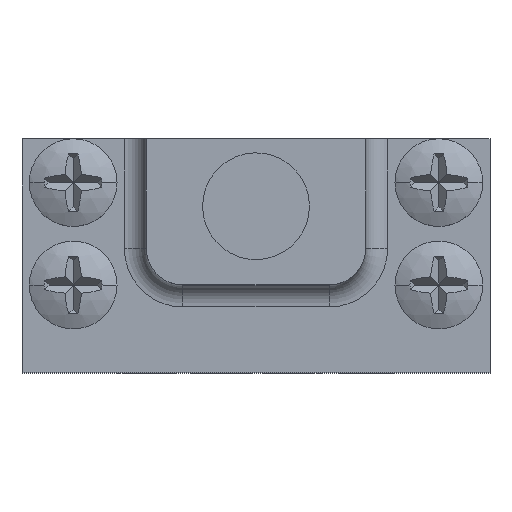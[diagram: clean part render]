
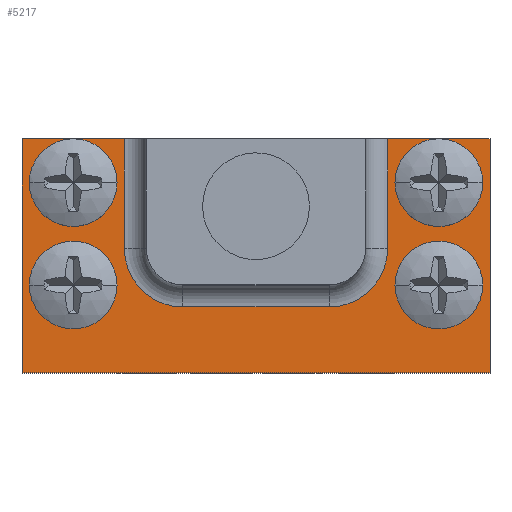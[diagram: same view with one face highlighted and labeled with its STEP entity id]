
A CAD part, top view. The second image highlights one B-rep face of the part: STEP entity #5217.
In plain terms, the highlighted planar face has unit normal (0, 0, 1).
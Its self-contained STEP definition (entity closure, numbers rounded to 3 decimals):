
#115 = LINE ( 'NONE', #3899, #4391 ) ;
#199 = DIRECTION ( 'NONE',  ( 0., 0., -1. ) ) ;
#208 = EDGE_CURVE ( 'NONE', #995, #1999, #4682, .T. ) ;
#255 = ORIENTED_EDGE ( 'NONE', *, *, #3381, .T. ) ;
#322 = CARTESIAN_POINT ( 'NONE',  ( -5., 0.5, 20.5 ) ) ;
#579 = LINE ( 'NONE', #2527, #4706 ) ;
#650 = LINE ( 'NONE', #6085, #5957 ) ;
#720 = CARTESIAN_POINT ( 'NONE',  ( -9., 8., 20.5 ) ) ;
#737 = VERTEX_POINT ( 'NONE', #2975 ) ;
#791 = VERTEX_POINT ( 'NONE', #4058 ) ;
#796 = ORIENTED_EDGE ( 'NONE', *, *, #208, .T. ) ;
#809 = ORIENTED_EDGE ( 'NONE', *, *, #6492, .T. ) ;
#840 = DIRECTION ( 'NONE',  ( 1., 0., 0. ) ) ;
#995 = VERTEX_POINT ( 'NONE', #1121 ) ;
#1003 = DIRECTION ( 'NONE',  ( 1., 0., 0. ) ) ;
#1035 = CARTESIAN_POINT ( 'NONE',  ( 16., -8., 20.5 ) ) ;
#1121 = CARTESIAN_POINT ( 'NONE',  ( 9., 0.5, 20.5 ) ) ;
#1232 = VERTEX_POINT ( 'NONE', #6139 ) ;
#1299 = AXIS2_PLACEMENT_3D ( 'NONE', #3611, #2579, #6179 ) ;
#1327 = FACE_OUTER_BOUND ( 'NONE', #2211, .T. ) ;
#1397 = VERTEX_POINT ( 'NONE', #2184 ) ;
#1555 = ORIENTED_EDGE ( 'NONE', *, *, #3185, .T. ) ;
#1614 = EDGE_CURVE ( 'NONE', #1397, #3648, #650, .T. ) ;
#1817 = CARTESIAN_POINT ( 'NONE',  ( -9., 8., 20.5 ) ) ;
#1949 = DIRECTION ( 'NONE',  ( -1., 0., 0. ) ) ;
#1999 = VERTEX_POINT ( 'NONE', #2084 ) ;
#2042 = LINE ( 'NONE', #1035, #4646 ) ;
#2084 = CARTESIAN_POINT ( 'NONE',  ( 5., -3.5, 20.5 ) ) ;
#2140 = DIRECTION ( 'NONE',  ( -1., 0., 0. ) ) ;
#2173 = VERTEX_POINT ( 'NONE', #720 ) ;
#2184 = CARTESIAN_POINT ( 'NONE',  ( -16., 8., 20.5 ) ) ;
#2186 = ORIENTED_EDGE ( 'NONE', *, *, #5721, .T. ) ;
#2211 = EDGE_LOOP ( 'NONE', ( #4274, #2186, #6017, #255, #3283, #796, #1555, #3368, #809, #2268 ) ) ;
#2253 = VECTOR ( 'NONE', #5434, 1000. ) ;
#2268 = ORIENTED_EDGE ( 'NONE', *, *, #4784, .T. ) ;
#2527 = CARTESIAN_POINT ( 'NONE',  ( 9., 0.5, 20.5 ) ) ;
#2579 = DIRECTION ( 'NONE',  ( 0., 0., 1. ) ) ;
#2662 = CIRCLE ( 'NONE', #5167, 4. ) ;
#2831 = LINE ( 'NONE', #6119, #6454 ) ;
#2975 = CARTESIAN_POINT ( 'NONE',  ( 16., -8., 20.5 ) ) ;
#2999 = DIRECTION ( 'NONE',  ( 0., -1., 0. ) ) ;
#3053 = EDGE_CURVE ( 'NONE', #737, #3777, #2042, .T. ) ;
#3133 = CARTESIAN_POINT ( 'NONE',  ( -16., -8., 20.5 ) ) ;
#3185 = EDGE_CURVE ( 'NONE', #1999, #791, #3984, .T. ) ;
#3277 = CARTESIAN_POINT ( 'NONE',  ( 5., 0.5, 20.5 ) ) ;
#3283 = ORIENTED_EDGE ( 'NONE', *, *, #4253, .T. ) ;
#3368 = ORIENTED_EDGE ( 'NONE', *, *, #3887, .T. ) ;
#3381 = EDGE_CURVE ( 'NONE', #3777, #1232, #115, .T. ) ;
#3428 = LINE ( 'NONE', #5568, #4972 ) ;
#3611 = CARTESIAN_POINT ( 'NONE',  ( 16., 8., 20.5 ) ) ;
#3648 = VERTEX_POINT ( 'NONE', #3133 ) ;
#3694 = CARTESIAN_POINT ( 'NONE',  ( 16., -3.5, 20.5 ) ) ;
#3777 = VERTEX_POINT ( 'NONE', #4317 ) ;
#3799 = DIRECTION ( 'NONE',  ( 1., 0., 0. ) ) ;
#3887 = EDGE_CURVE ( 'NONE', #791, #3933, #2662, .T. ) ;
#3899 = CARTESIAN_POINT ( 'NONE',  ( 16., 8., 20.5 ) ) ;
#3927 = DIRECTION ( 'NONE',  ( 0., 0., -1. ) ) ;
#3933 = VERTEX_POINT ( 'NONE', #3943 ) ;
#3943 = CARTESIAN_POINT ( 'NONE',  ( -9., 0.5, 20.5 ) ) ;
#3984 = LINE ( 'NONE', #3694, #5204 ) ;
#4058 = CARTESIAN_POINT ( 'NONE',  ( -5., -3.5, 20.5 ) ) ;
#4253 = EDGE_CURVE ( 'NONE', #1232, #995, #579, .T. ) ;
#4274 = ORIENTED_EDGE ( 'NONE', *, *, #1614, .T. ) ;
#4317 = CARTESIAN_POINT ( 'NONE',  ( 16., 8., 20.5 ) ) ;
#4391 = VECTOR ( 'NONE', #6440, 1000. ) ;
#4646 = VECTOR ( 'NONE', #5169, 1000. ) ;
#4655 = PLANE ( 'NONE',  #1299 ) ;
#4682 = CIRCLE ( 'NONE', #4898, 4. ) ;
#4706 = VECTOR ( 'NONE', #6127, 1000. ) ;
#4784 = EDGE_CURVE ( 'NONE', #2173, #1397, #3428, .T. ) ;
#4898 = AXIS2_PLACEMENT_3D ( 'NONE', #3277, #199, #3799 ) ;
#4972 = VECTOR ( 'NONE', #1949, 1000. ) ;
#5167 = AXIS2_PLACEMENT_3D ( 'NONE', #322, #3927, #840 ) ;
#5169 = DIRECTION ( 'NONE',  ( 0., 1., 0. ) ) ;
#5187 = LINE ( 'NONE', #1817, #2253 ) ;
#5204 = VECTOR ( 'NONE', #2140, 1000. ) ;
#5217 = ADVANCED_FACE ( 'NONE', ( #1327 ), #4655, .T. ) ;
#5434 = DIRECTION ( 'NONE',  ( 0., 1., 0. ) ) ;
#5568 = CARTESIAN_POINT ( 'NONE',  ( 16., 8., 20.5 ) ) ;
#5721 = EDGE_CURVE ( 'NONE', #3648, #737, #2831, .T. ) ;
#5957 = VECTOR ( 'NONE', #2999, 1000. ) ;
#6017 = ORIENTED_EDGE ( 'NONE', *, *, #3053, .T. ) ;
#6085 = CARTESIAN_POINT ( 'NONE',  ( -16., -8., 20.5 ) ) ;
#6119 = CARTESIAN_POINT ( 'NONE',  ( 16., -8., 20.5 ) ) ;
#6127 = DIRECTION ( 'NONE',  ( 0., -1., 0. ) ) ;
#6139 = CARTESIAN_POINT ( 'NONE',  ( 9., 8., 20.5 ) ) ;
#6179 = DIRECTION ( 'NONE',  ( 1., 0., 0. ) ) ;
#6440 = DIRECTION ( 'NONE',  ( -1., 0., 0. ) ) ;
#6454 = VECTOR ( 'NONE', #1003, 1000. ) ;
#6492 = EDGE_CURVE ( 'NONE', #3933, #2173, #5187, .T. ) ;
